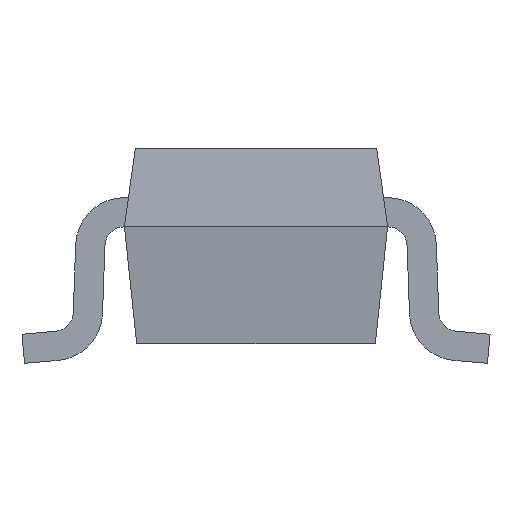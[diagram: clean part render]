
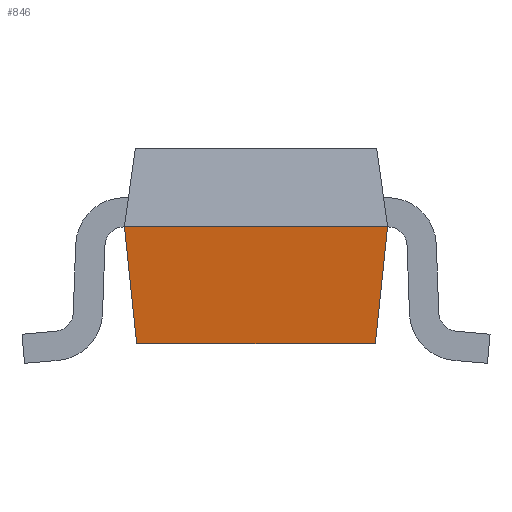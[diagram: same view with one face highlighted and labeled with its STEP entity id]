
A CAD part, left-side view. The second image highlights one B-rep face of the part: STEP entity #846.
In plain terms, the highlighted planar face has unit normal (-0.995, 0, -0.104).
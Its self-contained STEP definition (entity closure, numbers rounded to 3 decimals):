
#55 = PLANE('',#56);
#56 = AXIS2_PLACEMENT_3D('',#57,#58,#59);
#57 = CARTESIAN_POINT('',(1.1,0.675,0.7));
#58 = DIRECTION('',(0.,-0.995,0.105)
  );
#59 = DIRECTION('',(-1.,0.,0.));
#111 = PLANE('',#112);
#112 = AXIS2_PLACEMENT_3D('',#113,#114,#115);
#113 = CARTESIAN_POINT('',(1.1,-0.612,0.1));
#114 = DIRECTION('',(0.,0.995,0.105));
#115 = DIRECTION('',(-1.,0.,0.));
#137 = PLANE('',#138);
#138 = AXIS2_PLACEMENT_3D('',#139,#140,#141);
#139 = CARTESIAN_POINT('',(1.1,0.675,0.1));
#140 = DIRECTION('',(0.,0.,1.));
#141 = DIRECTION('',(1.,0.,0.));
#152 = EDGE_CURVE('',#153,#155,#157,.T.);
#153 = VERTEX_POINT('',#154);
#154 = CARTESIAN_POINT('',(-1.1,0.675,0.7));
#155 = VERTEX_POINT('',#156);
#156 = CARTESIAN_POINT('',(-1.037,0.612,0.1));
#157 = SURFACE_CURVE('',#158,(#162,#169),.PCURVE_S1.);
#158 = LINE('',#159,#160);
#159 = CARTESIAN_POINT('',(-1.038,0.613,0.106
    ));
#160 = VECTOR('',#161,1.);
#161 = DIRECTION('',(0.104,-0.104,-0.989));
#162 = PCURVE('',#55,#163);
#163 = DEFINITIONAL_REPRESENTATION('',(#164),#168);
#164 = LINE('',#165,#166);
#165 = CARTESIAN_POINT('',(2.138,0.597));
#166 = VECTOR('',#167,1.);
#167 = DIRECTION('',(-0.104,0.995));
#168 = ( GEOMETRIC_REPRESENTATION_CONTEXT(2) 
PARAMETRIC_REPRESENTATION_CONTEXT() REPRESENTATION_CONTEXT('2D SPACE',''
  ) );
#169 = PCURVE('',#170,#175);
#170 = PLANE('',#171);
#171 = AXIS2_PLACEMENT_3D('',#172,#173,#174);
#172 = CARTESIAN_POINT('',(-1.037,0.675,0.1));
#173 = DIRECTION('',(0.995,0.,0.105)
  );
#174 = DIRECTION('',(0.,1.,0.));
#175 = DEFINITIONAL_REPRESENTATION('',(#176),#180);
#176 = LINE('',#177,#178);
#177 = CARTESIAN_POINT('',(-0.062,0.007));
#178 = VECTOR('',#179,1.);
#179 = DIRECTION('',(-0.104,-0.995));
#180 = ( GEOMETRIC_REPRESENTATION_CONTEXT(2) 
PARAMETRIC_REPRESENTATION_CONTEXT() REPRESENTATION_CONTEXT('2D SPACE',''
  ) );
#754 = VERTEX_POINT('',#755);
#755 = CARTESIAN_POINT('',(-1.1,-0.675,0.7));
#776 = EDGE_CURVE('',#754,#777,#779,.T.);
#777 = VERTEX_POINT('',#778);
#778 = CARTESIAN_POINT('',(-1.037,-0.612,0.1));
#779 = SURFACE_CURVE('',#780,(#784,#791),.PCURVE_S1.);
#780 = LINE('',#781,#782);
#781 = CARTESIAN_POINT('',(-1.023,-0.598,
    -0.032));
#782 = VECTOR('',#783,1.);
#783 = DIRECTION('',(0.104,0.104,-0.989));
#784 = PCURVE('',#111,#785);
#785 = DEFINITIONAL_REPRESENTATION('',(#786),#790);
#786 = LINE('',#787,#788);
#787 = CARTESIAN_POINT('',(2.123,-0.133));
#788 = VECTOR('',#789,1.);
#789 = DIRECTION('',(-0.104,-0.995));
#790 = ( GEOMETRIC_REPRESENTATION_CONTEXT(2) 
PARAMETRIC_REPRESENTATION_CONTEXT() REPRESENTATION_CONTEXT('2D SPACE',''
  ) );
#791 = PCURVE('',#170,#792);
#792 = DEFINITIONAL_REPRESENTATION('',(#793),#797);
#793 = LINE('',#794,#795);
#794 = CARTESIAN_POINT('',(-1.273,-0.133));
#795 = VECTOR('',#796,1.);
#796 = DIRECTION('',(0.104,-0.995));
#797 = ( GEOMETRIC_REPRESENTATION_CONTEXT(2) 
PARAMETRIC_REPRESENTATION_CONTEXT() REPRESENTATION_CONTEXT('2D SPACE',''
  ) );
#825 = EDGE_CURVE('',#777,#155,#826,.T.);
#826 = SURFACE_CURVE('',#827,(#831,#838),.PCURVE_S1.);
#827 = LINE('',#828,#829);
#828 = CARTESIAN_POINT('',(-1.037,0.675,0.1));
#829 = VECTOR('',#830,1.);
#830 = DIRECTION('',(0.,1.,0.));
#831 = PCURVE('',#137,#832);
#832 = DEFINITIONAL_REPRESENTATION('',(#833),#837);
#833 = LINE('',#834,#835);
#834 = CARTESIAN_POINT('',(-2.137,0.));
#835 = VECTOR('',#836,1.);
#836 = DIRECTION('',(0.,1.));
#837 = ( GEOMETRIC_REPRESENTATION_CONTEXT(2) 
PARAMETRIC_REPRESENTATION_CONTEXT() REPRESENTATION_CONTEXT('2D SPACE',''
  ) );
#838 = PCURVE('',#170,#839);
#839 = DEFINITIONAL_REPRESENTATION('',(#840),#844);
#840 = LINE('',#841,#842);
#841 = CARTESIAN_POINT('',(0.,0.));
#842 = VECTOR('',#843,1.);
#843 = DIRECTION('',(1.,0.));
#844 = ( GEOMETRIC_REPRESENTATION_CONTEXT(2) 
PARAMETRIC_REPRESENTATION_CONTEXT() REPRESENTATION_CONTEXT('2D SPACE',''
  ) );
#846 = ADVANCED_FACE('',(#847),#170,.F.);
#847 = FACE_BOUND('',#848,.T.);
#848 = EDGE_LOOP('',(#849,#850,#851,#852));
#849 = ORIENTED_EDGE('',*,*,#152,.T.);
#850 = ORIENTED_EDGE('',*,*,#825,.F.);
#851 = ORIENTED_EDGE('',*,*,#776,.F.);
#852 = ORIENTED_EDGE('',*,*,#853,.T.);
#853 = EDGE_CURVE('',#754,#153,#854,.T.);
#854 = SURFACE_CURVE('',#855,(#859,#866),.PCURVE_S1.);
#855 = LINE('',#856,#857);
#856 = CARTESIAN_POINT('',(-1.1,-0.675,0.7));
#857 = VECTOR('',#858,1.);
#858 = DIRECTION('',(0.,1.,0.));
#859 = PCURVE('',#170,#860);
#860 = DEFINITIONAL_REPRESENTATION('',(#861),#865);
#861 = LINE('',#862,#863);
#862 = CARTESIAN_POINT('',(-1.35,0.603));
#863 = VECTOR('',#864,1.);
#864 = DIRECTION('',(1.,0.));
#865 = ( GEOMETRIC_REPRESENTATION_CONTEXT(2) 
PARAMETRIC_REPRESENTATION_CONTEXT() REPRESENTATION_CONTEXT('2D SPACE',''
  ) );
#866 = PCURVE('',#867,#872);
#867 = PLANE('',#868);
#868 = AXIS2_PLACEMENT_3D('',#869,#870,#871);
#869 = CARTESIAN_POINT('',(-1.044,0.675,1.1));
#870 = DIRECTION('',(0.99,0.,-0.139));
#871 = DIRECTION('',(-0.139,0.,-0.99)
  );
#872 = DEFINITIONAL_REPRESENTATION('',(#873),#877);
#873 = LINE('',#874,#875);
#874 = CARTESIAN_POINT('',(0.404,-1.35));
#875 = VECTOR('',#876,1.);
#876 = DIRECTION('',(0.,1.));
#877 = ( GEOMETRIC_REPRESENTATION_CONTEXT(2) 
PARAMETRIC_REPRESENTATION_CONTEXT() REPRESENTATION_CONTEXT('2D SPACE',''
  ) );
